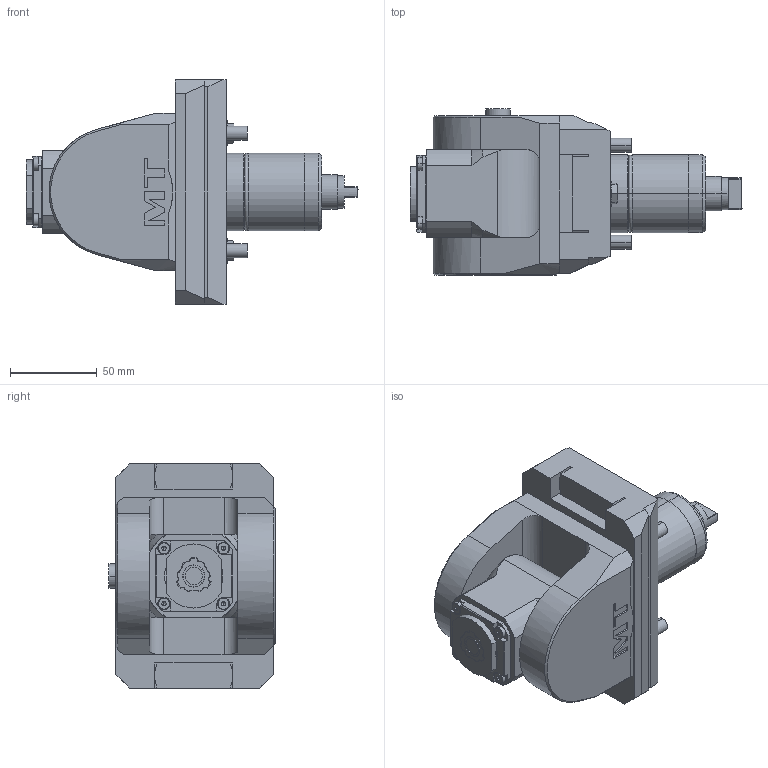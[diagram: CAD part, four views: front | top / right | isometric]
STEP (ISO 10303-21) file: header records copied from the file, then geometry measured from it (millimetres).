
FILE_DESCRIPTION((''),'2;1');
FILE_NAME('MYA0080416_CONF','2024-12-20T15:01:50',('fpalella'),('M.T. srl'),'CREO PARAMETRIC BY PTC INC, 2023352','CREO PARAMETRIC BY PTC INC, 2023352','');
FILE_SCHEMA(('CONFIG_CONTROL_DESIGN'));
Length unit declared in the file: millimetre
Products named in the file (1): MYA0080416_CONF
Bounding box: 191.76 x 96 x 129.5 mm (x, y, z)
Volume: 828916.6 mm3; surface area: 82269.5 mm2
Topology: 1 solids, 1 shells, 401 faces, 1036 edges, 666 vertices
Faces by surface type: plane 193, cylinder 112, cone 59, torus 21, bspline 12, extrusion 4
Entity records: 13100 total; most frequent: CARTESIAN_POINT 3320, ORIENTED_EDGE 2056, DIRECTION 1980, EDGE_CURVE 1028, AXIS2_PLACEMENT_3D 706, VERTEX_POINT 666, VECTOR 568, LINE 564
